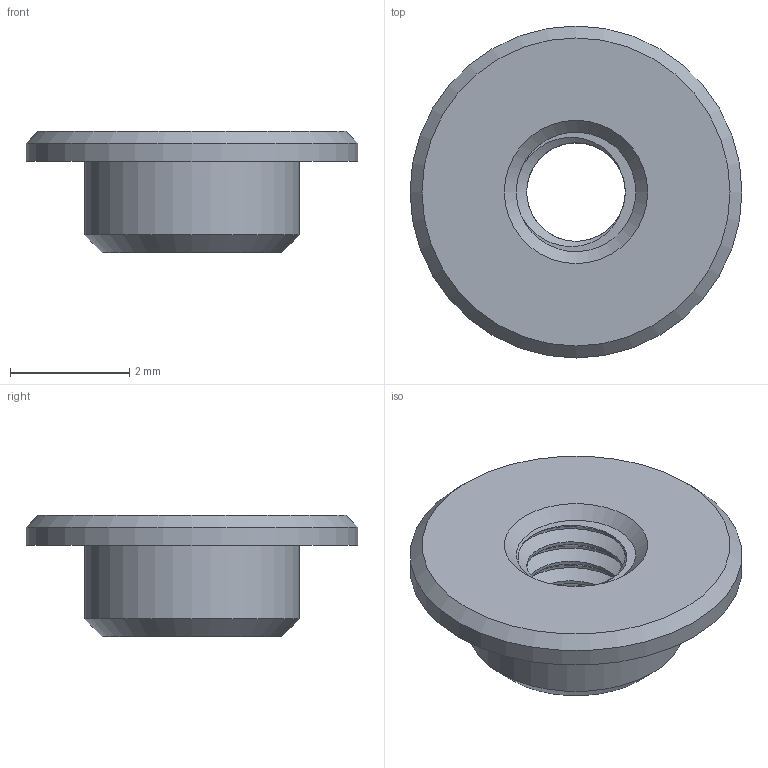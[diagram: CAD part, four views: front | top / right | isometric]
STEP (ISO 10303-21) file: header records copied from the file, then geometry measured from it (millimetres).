
FILE_DESCRIPTION(/* description */ ('STEP AP214'),/* implementation_level */ '2;1');
FILE_NAME(/* name */ 'SMDNut_M2.0_H0.5mm.step',/* time_stamp */ '2024-10-24T16:15:13+02:00',/* author */ (''),/* organization */ (''),/* preprocessor_version */ 'ST-DEVELOPER v20',/* originating_system */ 'Autodesk Translation Framework v13.20.0.188',/* authorisation */ '');
FILE_SCHEMA (('AUTOMOTIVE_DESIGN { 1 0 10303 214 3 1 1 }'));
Length unit declared in the file: millimetre
Products named in the file (1): SMD_BD5.6-D3.6
Bounding box: 5.56 x 5.56 x 2.03 mm (x, y, z)
Volume: 21.3 mm3; surface area: 79 mm2
Topology: 1 solids, 1 shells, 23 faces, 54 edges, 34 vertices
Faces by surface type: cylinder 12, plane 5, cone 4, bspline 2
Full cylindrical faces by diameter (mm): 1.65 x3, 2 x3, 3.6 x1, 5.56 x1
Entity records: 1489 total; most frequent: CARTESIAN_POINT 959, ORIENTED_EDGE 108, DIRECTION 93, EDGE_CURVE 54, AXIS2_PLACEMENT_3D 37, VERTEX_POINT 34, EDGE_LOOP 26, FACE_OUTER_BOUND 23
